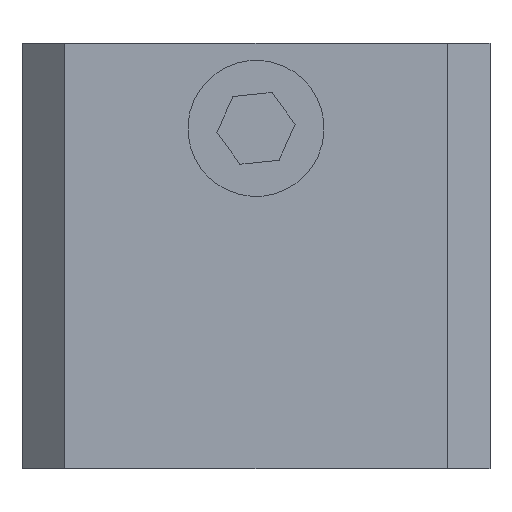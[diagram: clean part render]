
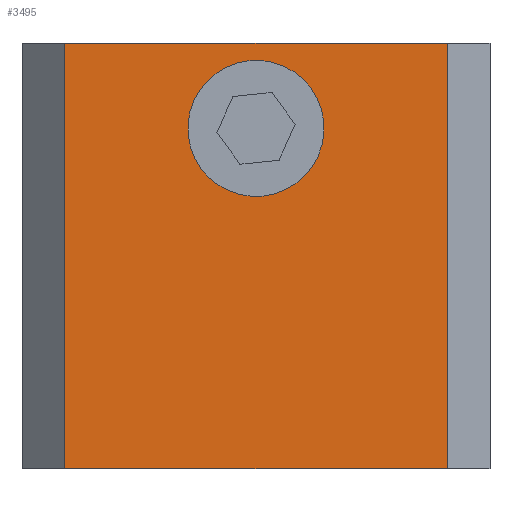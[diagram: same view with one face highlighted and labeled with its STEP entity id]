
A CAD part, left-side view. The second image highlights one B-rep face of the part: STEP entity #3495.
In plain terms, the highlighted planar face has unit normal (-1, 0, 0).
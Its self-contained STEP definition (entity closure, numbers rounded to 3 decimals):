
#365 = EDGE_CURVE ( 'NONE', #863, #3813, #2222, .T. ) ;
#380 = CARTESIAN_POINT ( 'NONE',  ( -17.5, 15., 40. ) ) ;
#390 = CARTESIAN_POINT ( 'NONE',  ( -17.5, 37.5, 0. ) ) ;
#488 = CARTESIAN_POINT ( 'NONE',  ( -17.5, -7.5, 0. ) ) ;
#626 = ORIENTED_EDGE ( 'NONE', *, *, #2446, .F. ) ;
#642 = DIRECTION ( 'NONE',  ( 0., -1., 0. ) ) ;
#678 = ORIENTED_EDGE ( 'NONE', *, *, #3185, .F. ) ;
#751 = LINE ( 'NONE', #1085, #964 ) ;
#805 = DIRECTION ( 'NONE',  ( -1., 0., 0. ) ) ;
#847 = ORIENTED_EDGE ( 'NONE', *, *, #2724, .T. ) ;
#863 = VERTEX_POINT ( 'NONE', #488 ) ;
#964 = VECTOR ( 'NONE', #3959, 1000. ) ;
#1002 = LINE ( 'NONE', #4515, #1178 ) ;
#1034 = AXIS2_PLACEMENT_3D ( 'NONE', #2964, #805, #3986 ) ;
#1085 = CARTESIAN_POINT ( 'NONE',  ( -17.5, 37.5, 50. ) ) ;
#1094 = ORIENTED_EDGE ( 'NONE', *, *, #4670, .T. ) ;
#1095 = FACE_BOUND ( 'NONE', #1563, .T. ) ;
#1101 = LINE ( 'NONE', #3247, #1851 ) ;
#1178 = VECTOR ( 'NONE', #642, 1000. ) ;
#1194 = ORIENTED_EDGE ( 'NONE', *, *, #365, .T. ) ;
#1308 = EDGE_LOOP ( 'NONE', ( #626, #1094, #847, #1194 ) ) ;
#1513 = VERTEX_POINT ( 'NONE', #390 ) ;
#1563 = EDGE_LOOP ( 'NONE', ( #678, #4350 ) ) ;
#1582 = CARTESIAN_POINT ( 'NONE',  ( -17.5, 37.5, 50. ) ) ;
#1645 = AXIS2_PLACEMENT_3D ( 'NONE', #3245, #4659, #2877 ) ;
#1851 = VECTOR ( 'NONE', #4635, 1000. ) ;
#2187 = DIRECTION ( 'NONE',  ( -1., 0., 0. ) ) ;
#2206 = VERTEX_POINT ( 'NONE', #4500 ) ;
#2222 = LINE ( 'NONE', #3659, #3343 ) ;
#2446 = EDGE_CURVE ( 'NONE', #3605, #3813, #1101, .T. ) ;
#2456 = CIRCLE ( 'NONE', #3133, 5. ) ;
#2460 = EDGE_CURVE ( 'NONE', #2206, #3952, #2456, .T. ) ;
#2637 = DIRECTION ( 'NONE',  ( 0., 0., 1. ) ) ;
#2724 = EDGE_CURVE ( 'NONE', #1513, #863, #1002, .T. ) ;
#2782 = CARTESIAN_POINT ( 'NONE',  ( -17.5, -7.5, 50. ) ) ;
#2877 = DIRECTION ( 'NONE',  ( 0., 0., 1. ) ) ;
#2964 = CARTESIAN_POINT ( 'NONE',  ( -17.5, 15., 40. ) ) ;
#3133 = AXIS2_PLACEMENT_3D ( 'NONE', #380, #2187, #3622 ) ;
#3179 = PLANE ( 'NONE',  #1645 ) ;
#3185 = EDGE_CURVE ( 'NONE', #3952, #2206, #3955, .T. ) ;
#3245 = CARTESIAN_POINT ( 'NONE',  ( -17.5, -12.5, 50. ) ) ;
#3247 = CARTESIAN_POINT ( 'NONE',  ( -17.5, -12.5, 50. ) ) ;
#3343 = VECTOR ( 'NONE', #2637, 1000. ) ;
#3495 = ADVANCED_FACE ( 'NONE', ( #4283, #1095 ), #3179, .F. ) ;
#3605 = VERTEX_POINT ( 'NONE', #1582 ) ;
#3622 = DIRECTION ( 'NONE',  ( 0., 0., -1. ) ) ;
#3659 = CARTESIAN_POINT ( 'NONE',  ( -17.5, -7.5, 50. ) ) ;
#3813 = VERTEX_POINT ( 'NONE', #2782 ) ;
#3952 = VERTEX_POINT ( 'NONE', #4624 ) ;
#3955 = CIRCLE ( 'NONE', #1034, 5. ) ;
#3959 = DIRECTION ( 'NONE',  ( 0., 0., -1. ) ) ;
#3986 = DIRECTION ( 'NONE',  ( 0., 0., -1. ) ) ;
#4283 = FACE_OUTER_BOUND ( 'NONE', #1308, .T. ) ;
#4350 = ORIENTED_EDGE ( 'NONE', *, *, #2460, .F. ) ;
#4500 = CARTESIAN_POINT ( 'NONE',  ( -17.5, 10.434, 37.963 ) ) ;
#4515 = CARTESIAN_POINT ( 'NONE',  ( -17.5, -12.5, 0. ) ) ;
#4624 = CARTESIAN_POINT ( 'NONE',  ( -17.5, 19.566, 42.037 ) ) ;
#4635 = DIRECTION ( 'NONE',  ( 0., -1., 0. ) ) ;
#4659 = DIRECTION ( 'NONE',  ( 1., 0., 0. ) ) ;
#4670 = EDGE_CURVE ( 'NONE', #3605, #1513, #751, .T. ) ;
